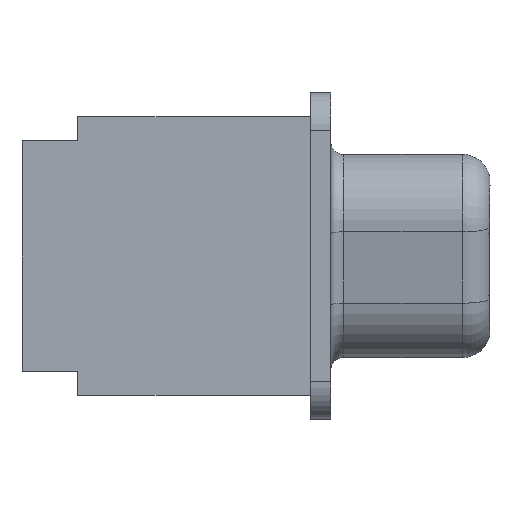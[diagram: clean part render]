
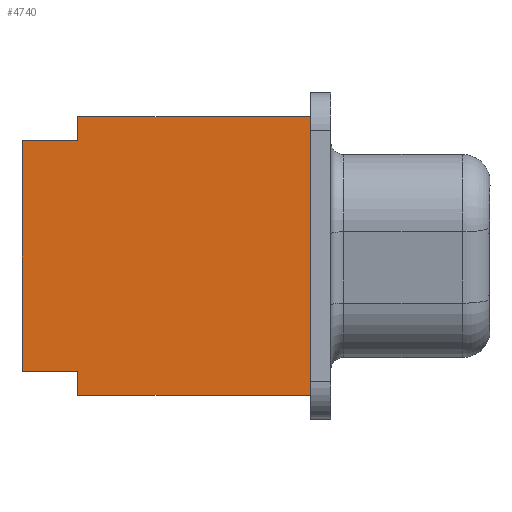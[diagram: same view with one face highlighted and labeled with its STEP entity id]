
A CAD part, left-side view. The second image highlights one B-rep face of the part: STEP entity #4740.
In plain terms, the highlighted face is planar.
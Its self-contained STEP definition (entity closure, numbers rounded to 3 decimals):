
#360=CARTESIAN_POINT('',(-211.386,191.277,23.12));
#370=VERTEX_POINT('',#360);
#400=CARTESIAN_POINT('',(-211.386,191.277,0.));
#410=DIRECTION('',(0.,0.,-1.));
#420=VECTOR('',#410,1.);
#430=LINE('',#400,#420);
#440=CARTESIAN_POINT('',(-211.386,191.277,25.32));
#450=VERTEX_POINT('',#440);
#460=EDGE_CURVE('',#450,#370,#430,.T.);
#1530=CARTESIAN_POINT('',(-210.436,191.277,23.12));
#1540=VERTEX_POINT('',#1530);
#1570=CARTESIAN_POINT('',(0.,191.277,23.12));
#1580=DIRECTION('',(1.,0.,0.));
#1590=VECTOR('',#1580,1.);
#1600=LINE('',#1570,#1590);
#1610=EDGE_CURVE('',#370,#1540,#1600,.T.);
#2390=CARTESIAN_POINT('',(-220.486,191.277,25.32));
#2400=VERTEX_POINT('',#2390);
#2430=CARTESIAN_POINT('',(-220.486,191.277,0.));
#2440=DIRECTION('',(0.,0.,1.));
#2450=VECTOR('',#2440,1.);
#2460=LINE('',#2430,#2450);
#2470=CARTESIAN_POINT('',(-220.486,191.277,23.12));
#2480=VERTEX_POINT('',#2470);
#2490=EDGE_CURVE('',#2480,#2400,#2460,.T.);
#3250=CARTESIAN_POINT('',(-221.436,191.277,23.12));
#3260=VERTEX_POINT('',#3250);
#3290=CARTESIAN_POINT('',(-221.436,191.277,0.));
#3300=DIRECTION('',(0.,0.,1.));
#3310=VECTOR('',#3300,1.);
#3320=LINE('',#3290,#3310);
#3330=CARTESIAN_POINT('',(-221.436,191.277,13.92));
#3340=VERTEX_POINT('',#3330);
#3350=EDGE_CURVE('',#3340,#3260,#3320,.T.);
#4290=EDGE_CURVE('',#3260,#2480,#1600,.T.);
#4420=CARTESIAN_POINT('',(-210.586,191.277,23.12));
#4430=DIRECTION('',(0.,-1.,-0.));
#4440=DIRECTION('',(-1.,0.,0.));
#4450=AXIS2_PLACEMENT_3D('',#4420,#4430,#4440);
#4460=PLANE('',#4450);
#4470=ORIENTED_EDGE('',*,*,#3350,.F.);
#4480=ORIENTED_EDGE('',*,*,#4290,.F.);
#4490=ORIENTED_EDGE('',*,*,#2490,.F.);
#4500=CARTESIAN_POINT('',(0.,191.277,25.32));
#4510=DIRECTION('',(-1.,0.,0.));
#4520=VECTOR('',#4510,1.);
#4530=LINE('',#4500,#4520);
#4540=EDGE_CURVE('',#450,#2400,#4530,.T.);
#4550=ORIENTED_EDGE('',*,*,#4540,.T.);
#4560=ORIENTED_EDGE('',*,*,#460,.F.);
#4570=ORIENTED_EDGE('',*,*,#1610,.F.);
#4580=CARTESIAN_POINT('',(-210.436,191.277,0.));
#4590=DIRECTION('',(0.,0.,-1.));
#4600=VECTOR('',#4590,1.);
#4610=LINE('',#4580,#4600);
#4620=CARTESIAN_POINT('',(-210.436,191.277,13.92));
#4630=VERTEX_POINT('',#4620);
#4640=EDGE_CURVE('',#1540,#4630,#4610,.T.);
#4650=ORIENTED_EDGE('',*,*,#4640,.F.);
#4660=CARTESIAN_POINT('',(0.,191.277,13.92));
#4670=DIRECTION('',(-1.,0.,0.));
#4680=VECTOR('',#4670,1.);
#4690=LINE('',#4660,#4680);
#4700=EDGE_CURVE('',#4630,#3340,#4690,.T.);
#4710=ORIENTED_EDGE('',*,*,#4700,.F.);
#4720=EDGE_LOOP('',(#4710,#4650,#4570,#4560,#4550,#4490,#4480,#4470));
#4730=FACE_OUTER_BOUND('',#4720,.T.);
#4740=ADVANCED_FACE('',(#4730),#4460,.T.);
